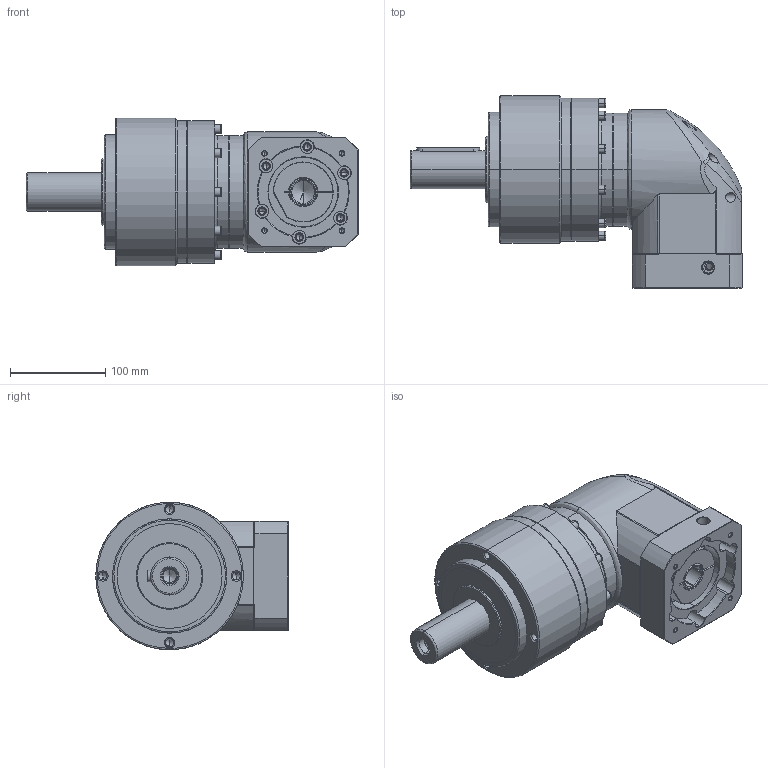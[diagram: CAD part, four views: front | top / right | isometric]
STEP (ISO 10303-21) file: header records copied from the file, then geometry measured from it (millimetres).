
FILE_DESCRIPTION (( 'STEP AP214' ), '1' );
FILE_NAME ('PEL155-L2-24-95-115-M6-M8.STEP', '2024-01-06T07:14:56', ( 'admin' ), ( '' ), 'SwSTEP 2.0', 'SolidWorks 2013', '' );
FILE_SCHEMA (( 'AUTOMOTIVE_DESIGN' ));
Length unit declared in the file: millimetre
Products named in the file (6): PE155_X2_8F9351FA7AEF_X0_; SBL115-95-115M6; PB142_X2_4E007EA79F7F570863A5_X0_115; SDL115-24; SBL115_X2_8F9351658F7495017D2773AF_X0_-24; PEL155-L2-24-95-115-M6-M8
Assembly tree (5 placements, depth 2):
  PEL155-L2-24-95-115-M6-M8
    SBL115_X2_8F9351658F7495017D2773AF_X0_-24
    SDL115-24
    PB142_X2_4E007EA79F7F570863A5_X0_115
    SBL115-95-115M6
    PE155_X2_8F9351FA7AEF_X0_
Bounding box: 348.5 x 202 x 155 mm (x, y, z)
Volume: 4402887.3 mm3; surface area: 343434.3 mm2
Topology: 9 solids, 9 shells, 704 faces, 1729 edges, 1032 vertices
Faces by surface type: cylinder 262, cone 210, plane 178, bspline 52, torus 2
Entity records: 36474 total; most frequent: CARTESIAN_POINT 12631, DIRECTION 3263, ORIENTED_EDGE 3262, EDGE_CURVE 1631, AXIS2_PLACEMENT_3D 1251, VERTEX_POINT 1032, EDGE_LOOP 827, LINE 761
